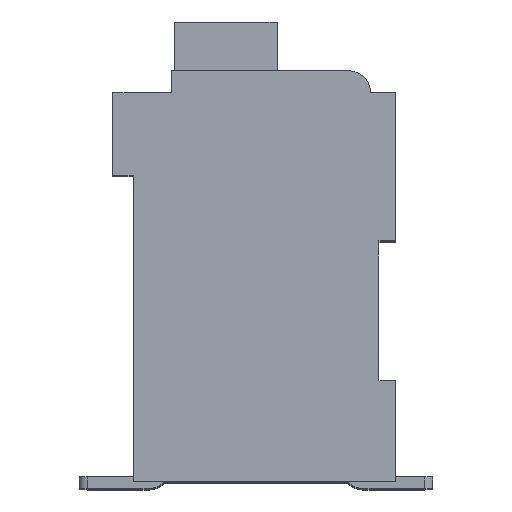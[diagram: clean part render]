
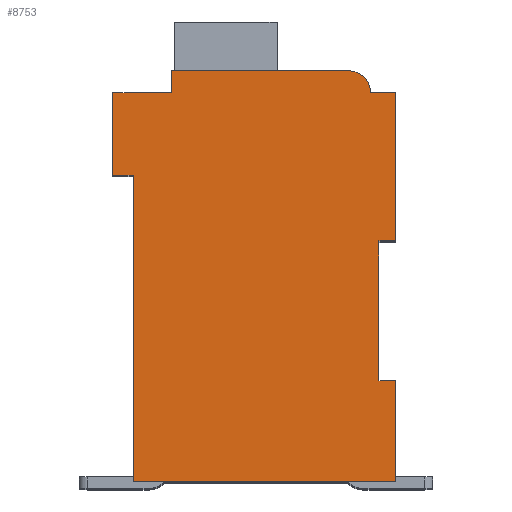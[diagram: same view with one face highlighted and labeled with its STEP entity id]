
A CAD part, top view. The second image highlights one B-rep face of the part: STEP entity #8753.
In plain terms, the highlighted planar face has unit normal (0, 0, 1).
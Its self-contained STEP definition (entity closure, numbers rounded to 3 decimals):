
#2238=DIRECTION('',(1.,0.,0.));
#2239=VECTOR('',#2238,0.5);
#2240=CARTESIAN_POINT('',(7.3,7.15,2.1));
#2241=LINE('',#2240,#2239);
#2242=DIRECTION('',(0.,1.,0.));
#2243=VECTOR('',#2242,4.15);
#2244=CARTESIAN_POINT('',(7.3,3.,2.1));
#2245=LINE('',#2244,#2243);
#2246=DIRECTION('',(-1.,0.,0.));
#2247=VECTOR('',#2246,0.5);
#2248=CARTESIAN_POINT('',(7.8,3.,2.1));
#2249=LINE('',#2248,#2247);
#2250=DIRECTION('',(0.,1.,0.));
#2251=VECTOR('',#2250,3.);
#2252=CARTESIAN_POINT('',(7.8,0.,2.1));
#2253=LINE('',#2252,#2251);
#2254=DIRECTION('',(1.,0.,0.));
#2255=VECTOR('',#2254,7.8);
#2256=CARTESIAN_POINT('',(0.,0.,2.1));
#2257=LINE('',#2256,#2255);
#2258=DIRECTION('',(0.,-1.,0.));
#2259=VECTOR('',#2258,9.1);
#2260=CARTESIAN_POINT('',(0.,9.1,2.1));
#2261=LINE('',#2260,#2259);
#2262=DIRECTION('',(1.,0.,0.));
#2263=VECTOR('',#2262,0.6);
#2264=CARTESIAN_POINT('',(-0.6,9.1,2.1));
#2265=LINE('',#2264,#2263);
#2266=DIRECTION('',(0.,-1.,0.));
#2267=VECTOR('',#2266,2.45);
#2268=CARTESIAN_POINT('',(-0.6,11.55,2.1));
#2269=LINE('',#2268,#2267);
#2270=DIRECTION('',(-1.,0.,0.));
#2271=VECTOR('',#2270,1.75);
#2272=CARTESIAN_POINT('',(1.15,11.55,2.1));
#2273=LINE('',#2272,#2271);
#2274=DIRECTION('',(0.,-1.,0.));
#2275=VECTOR('',#2274,0.65);
#2276=CARTESIAN_POINT('',(1.15,12.2,2.1));
#2277=LINE('',#2276,#2275);
#2278=DIRECTION('',(-1.,0.,0.));
#2279=VECTOR('',#2278,5.25);
#2280=CARTESIAN_POINT('',(6.4,12.2,2.1));
#2281=LINE('',#2280,#2279);
#2282=CARTESIAN_POINT('',(6.4,11.55,2.1));
#2283=DIRECTION('',(0.,0.,1.));
#2284=DIRECTION('',(1.,0.,0.));
#2285=AXIS2_PLACEMENT_3D('',#2282,#2283,#2284);
#2287=DIRECTION('',(-1.,0.,0.));
#2288=VECTOR('',#2287,0.75);
#2289=CARTESIAN_POINT('',(7.8,11.55,2.1));
#2290=LINE('',#2289,#2288);
#2291=DIRECTION('',(0.,1.,0.));
#2292=VECTOR('',#2291,4.4);
#2293=CARTESIAN_POINT('',(7.8,7.15,2.1));
#2294=LINE('',#2293,#2292);
#4773=CARTESIAN_POINT('',(7.3,7.15,2.1));
#4774=CARTESIAN_POINT('',(7.8,7.15,2.1));
#4775=VERTEX_POINT('',#4773);
#4776=VERTEX_POINT('',#4774);
#4777=CARTESIAN_POINT('',(7.8,11.55,2.1));
#4778=VERTEX_POINT('',#4777);
#4779=CARTESIAN_POINT('',(7.05,11.55,2.1));
#4780=VERTEX_POINT('',#4779);
#4781=CARTESIAN_POINT('',(6.4,12.2,2.1));
#4782=VERTEX_POINT('',#4781);
#4783=CARTESIAN_POINT('',(1.15,12.2,2.1));
#4784=VERTEX_POINT('',#4783);
#4785=CARTESIAN_POINT('',(1.15,11.55,2.1));
#4786=VERTEX_POINT('',#4785);
#4787=CARTESIAN_POINT('',(-0.6,11.55,2.1));
#4788=VERTEX_POINT('',#4787);
#4789=CARTESIAN_POINT('',(-0.6,9.1,2.1));
#4790=VERTEX_POINT('',#4789);
#4791=CARTESIAN_POINT('',(0.,9.1,2.1));
#4792=VERTEX_POINT('',#4791);
#4793=CARTESIAN_POINT('',(0.,0.,2.1));
#4794=VERTEX_POINT('',#4793);
#4795=CARTESIAN_POINT('',(7.8,0.,2.1));
#4796=VERTEX_POINT('',#4795);
#4797=CARTESIAN_POINT('',(7.8,3.,2.1));
#4798=VERTEX_POINT('',#4797);
#4799=CARTESIAN_POINT('',(7.3,3.,2.1));
#4800=VERTEX_POINT('',#4799);
#8732=CARTESIAN_POINT('',(0.,0.,2.1));
#8733=DIRECTION('',(0.,0.,1.));
#8734=DIRECTION('',(1.,0.,0.));
#8735=AXIS2_PLACEMENT_3D('',#8732,#8733,#8734);
#8736=PLANE('',#8735);
#8737=ORIENTED_EDGE('',*,*,#6274,.F.);
#8738=ORIENTED_EDGE('',*,*,#6570,.F.);
#8739=ORIENTED_EDGE('',*,*,#6768,.F.);
#8740=ORIENTED_EDGE('',*,*,#6883,.F.);
#8741=ORIENTED_EDGE('',*,*,#7026,.F.);
#8742=ORIENTED_EDGE('',*,*,#7220,.F.);
#8743=ORIENTED_EDGE('',*,*,#7300,.F.);
#8744=ORIENTED_EDGE('',*,*,#7451,.F.);
#8745=ORIENTED_EDGE('',*,*,#7649,.F.);
#8746=ORIENTED_EDGE('',*,*,#7952,.F.);
#8747=ORIENTED_EDGE('',*,*,#8180,.F.);
#8748=ORIENTED_EDGE('',*,*,#7700,.F.);
#8749=ORIENTED_EDGE('',*,*,#7853,.F.);
#8750=ORIENTED_EDGE('',*,*,#6465,.F.);
#8751=EDGE_LOOP('',(#8737,#8738,#8739,#8740,#8741,#8742,#8743,#8744,#8745,#8746,
#8747,#8748,#8749,#8750));
#8752=FACE_OUTER_BOUND('',#8751,.F.);
#2286=CIRCLE('',#2285,0.65);
#6274=EDGE_CURVE('',#4775,#4776,#2241,.T.);
#6465=EDGE_CURVE('',#4776,#4778,#2294,.T.);
#6570=EDGE_CURVE('',#4800,#4775,#2245,.T.);
#6768=EDGE_CURVE('',#4798,#4800,#2249,.T.);
#6883=EDGE_CURVE('',#4796,#4798,#2253,.T.);
#7026=EDGE_CURVE('',#4794,#4796,#2257,.T.);
#7220=EDGE_CURVE('',#4792,#4794,#2261,.T.);
#7300=EDGE_CURVE('',#4790,#4792,#2265,.T.);
#7451=EDGE_CURVE('',#4788,#4790,#2269,.T.);
#7649=EDGE_CURVE('',#4786,#4788,#2273,.T.);
#7700=EDGE_CURVE('',#4780,#4782,#2286,.T.);
#7853=EDGE_CURVE('',#4778,#4780,#2290,.T.);
#7952=EDGE_CURVE('',#4784,#4786,#2277,.T.);
#8180=EDGE_CURVE('',#4782,#4784,#2281,.T.);
#8753=ADVANCED_FACE('',(#8752),#8736,.T.);
